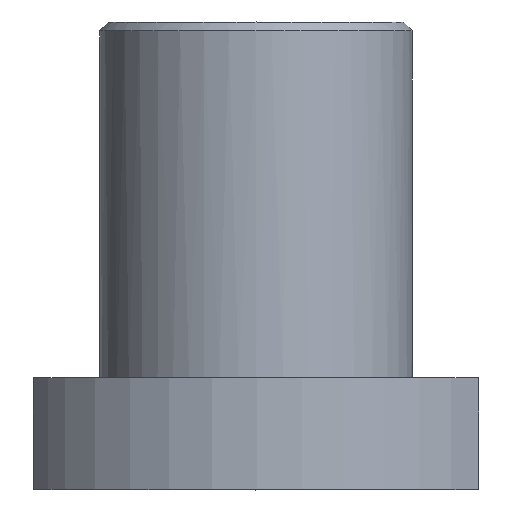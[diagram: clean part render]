
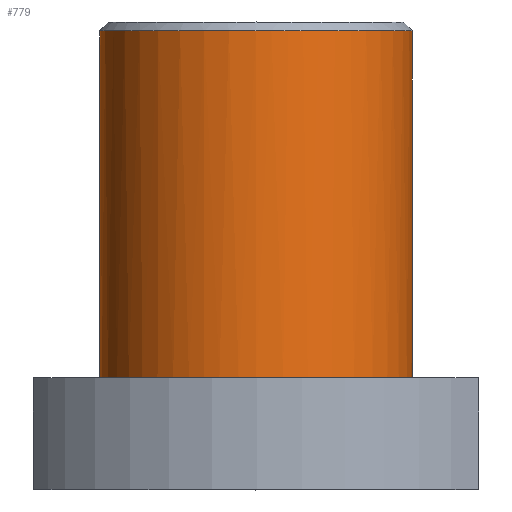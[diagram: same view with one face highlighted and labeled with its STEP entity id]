
A CAD part, top view. The second image highlights one B-rep face of the part: STEP entity #779.
In plain terms, the highlighted free-form (B-spline) face has degree [3, 1] with [31, 2] control points.
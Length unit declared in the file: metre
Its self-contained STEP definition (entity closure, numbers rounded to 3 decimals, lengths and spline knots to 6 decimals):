
#30=B_SPLINE_SURFACE_WITH_KNOTS('',3,1,((#11001,#11002),(#11003,#11004),
(#11005,#11006),(#11007,#11008),(#11009,#11010),(#11011,#11012),(#11013,
#11014),(#11015,#11016),(#11017,#11018),(#11019,#11020),(#11021,#11022),
(#11023,#11024),(#11025,#11026),(#11027,#11028),(#11029,#11030),(#11031,
#11032),(#11033,#11034),(#11035,#11036),(#11037,#11038),(#11039,#11040),
(#11041,#11042),(#11043,#11044),(#11045,#11046),(#11047,#11048),(#11049,
#11050),(#11051,#11052),(#11053,#11054),(#11055,#11056),(#11057,#11058),
(#11059,#11060),(#11061,#11062)),.SURF_OF_LINEAR_EXTRUSION.,.T.,.F.,.F.,
(1,1,1,1,1,1,1,1,1,1,1,1,1,1,1,1,1,1,1,1,1,1,1,1,1,1,1,1,1,1,1,1,1,1,1),
(2,2),(-0.0625,-0.03125,-0.015625,0.,0.015625,0.03125,0.0625,0.125,0.1875,
0.21875,0.25,0.28125,0.3125,0.375,0.4375,0.46875,0.484375,0.5,0.515625,
0.53125,0.5625,0.625,0.6875,0.71875,0.75,0.78125,0.8125,0.875,0.9375,0.96875,
0.984375,1.,1.015625,1.03125,1.0625),(0.,1.),.UNSPECIFIED.);
#314=ORIENTED_EDGE('',*,*,#317,.F.);
#315=ORIENTED_EDGE('',*,*,#362,.T.);
#317=EDGE_CURVE('',#441,#441,#551,.F.);
#362=EDGE_CURVE('',#482,#482,#572,.T.);
#441=VERTEX_POINT('',#848);
#482=VERTEX_POINT('',#1454);
#551=(
BOUNDED_CURVE()
B_SPLINE_CURVE(3,(#841,#842,#843,#844,#845,#846,#847),.CIRCULAR_ARC.,.T.,
 .F.)
B_SPLINE_CURVE_WITH_KNOTS((4,3,4),(0.,0.5,1.),.UNSPECIFIED.)
CURVE()
GEOMETRIC_REPRESENTATION_ITEM()
RATIONAL_B_SPLINE_CURVE((1.,0.333,0.333,1.,0.333,
0.333,1.))
REPRESENTATION_ITEM('')
);
#572=(
BOUNDED_CURVE()
B_SPLINE_CURVE(3,(#1447,#1448,#1449,#1450,#1451,#1452,#1453),
 .CIRCULAR_ARC.,.T.,.F.)
B_SPLINE_CURVE_WITH_KNOTS((4,3,4),(0.,0.5,1.),.UNSPECIFIED.)
CURVE()
GEOMETRIC_REPRESENTATION_ITEM()
RATIONAL_B_SPLINE_CURVE((1.,0.333,0.333,1.,0.333,
0.333,1.))
REPRESENTATION_ITEM('')
);
#696=EDGE_LOOP('',(#314));
#697=EDGE_LOOP('',(#315));
#744=FACE_BOUND('',#696,.T.);
#745=FACE_BOUND('',#697,.T.);
#779=ADVANCED_FACE('',(#744,#745),#30,.T.);
#841=CARTESIAN_POINT('',(0.,0.040961,-0.01405));
#842=CARTESIAN_POINT('',(0.02796,0.040961,-0.01405));
#843=CARTESIAN_POINT('',(0.02796,0.040961,0.01405));
#844=CARTESIAN_POINT('',(0.,0.040961,0.01405));
#845=CARTESIAN_POINT('',(-0.027959,0.040961,0.01405));
#846=CARTESIAN_POINT('',(-0.027959,0.040961,-0.01405));
#847=CARTESIAN_POINT('',(0.,0.040961,-0.01405));
#848=CARTESIAN_POINT('',(0.,0.040961,-0.01405));
#1447=CARTESIAN_POINT('',(0.,0.00995,0.01405));
#1448=CARTESIAN_POINT('',(0.02796,0.00995,0.01405));
#1449=CARTESIAN_POINT('',(0.02796,0.00995,-0.01405));
#1450=CARTESIAN_POINT('',(0.,0.00995,-0.01405));
#1451=CARTESIAN_POINT('',(-0.027959,0.00995,-0.01405));
#1452=CARTESIAN_POINT('',(-0.027959,0.00995,0.01405));
#1453=CARTESIAN_POINT('',(0.,0.00995,0.01405));
#1454=CARTESIAN_POINT('',(0.,0.00995,0.01405));
#11001=CARTESIAN_POINT('',(-0.000889,0.00995,0.014032));
#11002=CARTESIAN_POINT('',(-0.000889,0.040961,0.014032));
#11003=CARTESIAN_POINT('',(0.,0.00995,0.014059));
#11004=CARTESIAN_POINT('',(0.,0.040961,0.014059));
#11005=CARTESIAN_POINT('',(0.00089,0.00995,0.014032));
#11006=CARTESIAN_POINT('',(0.00089,0.040961,0.014032));
#11007=CARTESIAN_POINT('',(0.002167,0.00995,0.013908));
#11008=CARTESIAN_POINT('',(0.002167,0.040961,0.013908));
#11009=CARTESIAN_POINT('',(0.004572,0.00995,0.013418));
#11010=CARTESIAN_POINT('',(0.004572,0.040961,0.013418));
#11011=CARTESIAN_POINT('',(0.00845,0.00995,0.01167));
#11012=CARTESIAN_POINT('',(0.00845,0.040961,0.01167));
#11013=CARTESIAN_POINT('',(0.012017,0.00995,0.007772));
#11014=CARTESIAN_POINT('',(0.012017,0.040961,0.007772));
#11015=CARTESIAN_POINT('',(0.013684,0.00995,0.003511));
#11016=CARTESIAN_POINT('',(0.013684,0.040961,0.003511));
#11017=CARTESIAN_POINT('',(0.014128,0.00995,0.));
#11018=CARTESIAN_POINT('',(0.014128,0.040961,0.));
#11019=CARTESIAN_POINT('',(0.013684,0.00995,-0.003511));
#11020=CARTESIAN_POINT('',(0.013684,0.040961,-0.003511));
#11021=CARTESIAN_POINT('',(0.012017,0.00995,-0.007772));
#11022=CARTESIAN_POINT('',(0.012017,0.040961,-0.007772));
#11023=CARTESIAN_POINT('',(0.00845,0.00995,-0.01167));
#11024=CARTESIAN_POINT('',(0.00845,0.040961,-0.01167));
#11025=CARTESIAN_POINT('',(0.004572,0.00995,-0.013418));
#11026=CARTESIAN_POINT('',(0.004572,0.040961,-0.013418));
#11027=CARTESIAN_POINT('',(0.002167,0.00995,-0.013908));
#11028=CARTESIAN_POINT('',(0.002167,0.040961,-0.013908));
#11029=CARTESIAN_POINT('',(0.00089,0.00995,-0.014032));
#11030=CARTESIAN_POINT('',(0.00089,0.040961,-0.014032));
#11031=CARTESIAN_POINT('',(0.,0.00995,-0.014059));
#11032=CARTESIAN_POINT('',(0.,0.040961,-0.014059));
#11033=CARTESIAN_POINT('',(-0.000889,0.00995,-0.014032));
#11034=CARTESIAN_POINT('',(-0.000889,0.040961,-0.014032));
#11035=CARTESIAN_POINT('',(-0.002167,0.00995,-0.013908));
#11036=CARTESIAN_POINT('',(-0.002167,0.040961,-0.013908));
#11037=CARTESIAN_POINT('',(-0.004572,0.00995,-0.013418));
#11038=CARTESIAN_POINT('',(-0.004572,0.040961,-0.013418));
#11039=CARTESIAN_POINT('',(-0.00845,0.00995,-0.01167));
#11040=CARTESIAN_POINT('',(-0.00845,0.040961,-0.01167));
#11041=CARTESIAN_POINT('',(-0.012017,0.00995,-0.007772));
#11042=CARTESIAN_POINT('',(-0.012017,0.040961,-0.007772));
#11043=CARTESIAN_POINT('',(-0.013684,0.00995,-0.003511));
#11044=CARTESIAN_POINT('',(-0.013684,0.040961,-0.003511));
#11045=CARTESIAN_POINT('',(-0.014128,0.00995,0.));
#11046=CARTESIAN_POINT('',(-0.014128,0.040961,0.));
#11047=CARTESIAN_POINT('',(-0.013684,0.00995,0.003511));
#11048=CARTESIAN_POINT('',(-0.013684,0.040961,0.003511));
#11049=CARTESIAN_POINT('',(-0.012017,0.00995,0.007772));
#11050=CARTESIAN_POINT('',(-0.012017,0.040961,0.007772));
#11051=CARTESIAN_POINT('',(-0.00845,0.00995,0.01167));
#11052=CARTESIAN_POINT('',(-0.00845,0.040961,0.01167));
#11053=CARTESIAN_POINT('',(-0.004572,0.00995,0.013418));
#11054=CARTESIAN_POINT('',(-0.004572,0.040961,0.013418));
#11055=CARTESIAN_POINT('',(-0.002167,0.00995,0.013908));
#11056=CARTESIAN_POINT('',(-0.002167,0.040961,0.013908));
#11057=CARTESIAN_POINT('',(-0.000889,0.00995,0.014032));
#11058=CARTESIAN_POINT('',(-0.000889,0.040961,0.014032));
#11059=CARTESIAN_POINT('',(0.,0.00995,0.014059));
#11060=CARTESIAN_POINT('',(0.,0.040961,0.014059));
#11061=CARTESIAN_POINT('',(0.00089,0.00995,0.014032));
#11062=CARTESIAN_POINT('',(0.00089,0.040961,0.014032));
